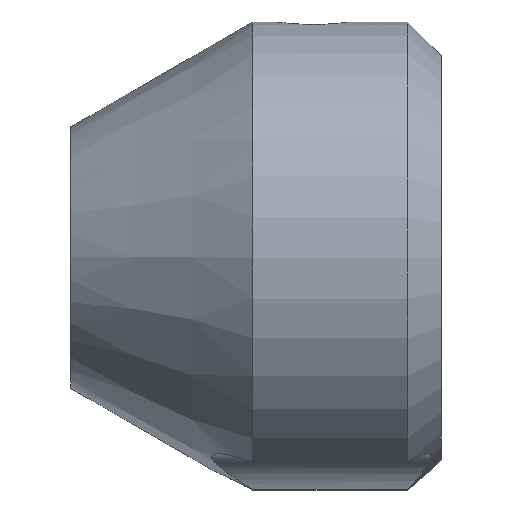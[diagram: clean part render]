
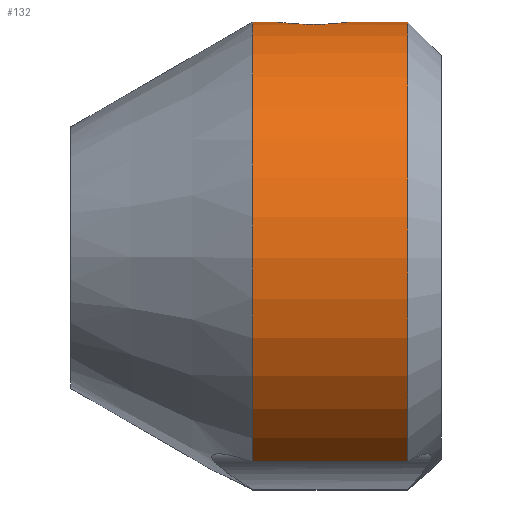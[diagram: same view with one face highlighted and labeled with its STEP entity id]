
A CAD part, top view. The second image highlights one B-rep face of the part: STEP entity #132.
In plain terms, the highlighted cylindrical face has radius 7 mm (diameter 14 mm), a partial arc.
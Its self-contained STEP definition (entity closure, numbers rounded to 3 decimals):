
#5 = CARTESIAN_POINT ( 'NONE',  ( -3.529, 6.927, 1.005 ) ) ;
#9 = CARTESIAN_POINT ( 'NONE',  ( -2.94, 6.972, -0.637 ) ) ;
#11 = CARTESIAN_POINT ( 'NONE',  ( -2.942, 6.971, 0.64 ) ) ;
#13 = CARTESIAN_POINT ( 'NONE',  ( -1., 0., 0. ) ) ;
#23 = AXIS2_PLACEMENT_3D ( 'NONE', #291, #121, #231 ) ;
#33 = EDGE_LOOP ( 'NONE', ( #653 ) ) ;
#51 = CARTESIAN_POINT ( 'NONE',  ( -1., -6.071, 3.484 ) ) ;
#65 = CARTESIAN_POINT ( 'NONE',  ( -3.25, 6.943, -0.913 ) ) ;
#67 = CARTESIAN_POINT ( 'NONE',  ( -4.339, 6.945, -0.876 ) ) ;
#71 = VECTOR ( 'NONE', #201, 1000. ) ;
#76 = AXIS2_PLACEMENT_3D ( 'NONE', #13, #468, #128 ) ;
#110 = CARTESIAN_POINT ( 'NONE',  ( 4.989, 0., 0. ) ) ;
#116 = CARTESIAN_POINT ( 'NONE',  ( -4.76, 6.982, 0.521 ) ) ;
#121 = DIRECTION ( 'NONE',  ( 1., 0., 0. ) ) ;
#123 = CARTESIAN_POINT ( 'NONE',  ( -4.884, 6.996, -0.277 ) ) ;
#128 = DIRECTION ( 'NONE',  ( 0., 0., -1. ) ) ;
#132 = ADVANCED_FACE ( 'NONE', ( #658, #403 ), #649, .T. ) ;
#159 = CARTESIAN_POINT ( 'NONE',  ( -5.6, -6.071, 3.484 ) ) ;
#169 = DIRECTION ( 'NONE',  ( 0., 0., -1. ) ) ;
#177 = CARTESIAN_POINT ( 'NONE',  ( -4.461, 6.954, 0.807 ) ) ;
#180 = CARTESIAN_POINT ( 'NONE',  ( -4.671, 6.972, 0.63 ) ) ;
#184 = CARTESIAN_POINT ( 'NONE',  ( -4.919, 7., 0. ) ) ;
#189 = CARTESIAN_POINT ( 'NONE',  ( -5.6, -6.071, -3.484 ) ) ;
#192 = DIRECTION ( 'NONE',  ( 1., 0., 0. ) ) ;
#198 = EDGE_CURVE ( 'NONE', #680, #571, #218, .T. ) ;
#201 = DIRECTION ( 'NONE',  ( -1., 0., 0. ) ) ;
#215 = CARTESIAN_POINT ( 'NONE',  ( -1., -6.071, -3.484 ) ) ;
#218 = LINE ( 'NONE', #532, #71 ) ;
#231 = DIRECTION ( 'NONE',  ( 0., 0., -1. ) ) ;
#232 = VERTEX_POINT ( 'NONE', #327 ) ;
#247 = ORIENTED_EDGE ( 'NONE', *, *, #473, .F. ) ;
#254 = ORIENTED_EDGE ( 'NONE', *, *, #373, .T. ) ;
#288 = CARTESIAN_POINT ( 'NONE',  ( -4.885, 6.996, 0.276 ) ) ;
#291 = CARTESIAN_POINT ( 'NONE',  ( -5.6, 0., 0. ) ) ;
#293 = CARTESIAN_POINT ( 'NONE',  ( -2.858, 6.981, 0.528 ) ) ;
#305 = EDGE_LOOP ( 'NONE', ( #355, #678, #247, #254 ) ) ;
#327 = CARTESIAN_POINT ( 'NONE',  ( -4.919, 7., 0. ) ) ;
#343 = CARTESIAN_POINT ( 'NONE',  ( -3.944, 6.929, 0.997 ) ) ;
#345 = CARTESIAN_POINT ( 'NONE',  ( -2.856, 6.981, -0.525 ) ) ;
#348 = CARTESIAN_POINT ( 'NONE',  ( -2.742, 6.996, -0.274 ) ) ;
#355 = ORIENTED_EDGE ( 'NONE', *, *, #198, .F. ) ;
#373 = EDGE_CURVE ( 'NONE', #515, #571, #453, .T. ) ;
#400 = CARTESIAN_POINT ( 'NONE',  ( -4.919, 7., 0.139 ) ) ;
#403 = FACE_BOUND ( 'NONE', #33, .T. ) ;
#406 = CARTESIAN_POINT ( 'NONE',  ( -3.53, 6.927, -1.005 ) ) ;
#408 = CARTESIAN_POINT ( 'NONE',  ( -2.713, 7., 0.139 ) ) ;
#409 = CARTESIAN_POINT ( 'NONE',  ( -4.461, 6.954, -0.807 ) ) ;
#410 = VECTOR ( 'NONE', #192, 1000. ) ;
#438 = EDGE_CURVE ( 'NONE', #232, #232, #663, .T. ) ;
#448 = EDGE_CURVE ( 'NONE', #590, #680, #626, .T. ) ;
#453 = CIRCLE ( 'NONE', #23, 7. ) ;
#459 = CARTESIAN_POINT ( 'NONE',  ( -3.943, 6.929, -0.997 ) ) ;
#463 = CARTESIAN_POINT ( 'NONE',  ( -4.67, 6.972, -0.631 ) ) ;
#466 = CARTESIAN_POINT ( 'NONE',  ( -5.5, -6.071, -3.484 ) ) ;
#468 = DIRECTION ( 'NONE',  ( 1., 0., 0. ) ) ;
#473 = EDGE_CURVE ( 'NONE', #515, #590, #539, .T. ) ;
#500 = DIRECTION ( 'NONE',  ( 1., 0., 0. ) ) ;
#513 = CARTESIAN_POINT ( 'NONE',  ( -4.339, 6.945, 0.876 ) ) ;
#514 = CARTESIAN_POINT ( 'NONE',  ( -4.919, 7., -0.139 ) ) ;
#515 = VERTEX_POINT ( 'NONE', #189 ) ;
#532 = CARTESIAN_POINT ( 'NONE',  ( -5.5, -6.071, 3.484 ) ) ;
#539 = LINE ( 'NONE', #466, #410 ) ;
#565 = CARTESIAN_POINT ( 'NONE',  ( -4.08, 6.932, 0.971 ) ) ;
#567 = CARTESIAN_POINT ( 'NONE',  ( -3.253, 6.942, 0.914 ) ) ;
#571 = VERTEX_POINT ( 'NONE', #159 ) ;
#590 = VERTEX_POINT ( 'NONE', #215 ) ;
#624 = CARTESIAN_POINT ( 'NONE',  ( -2.743, 6.996, 0.277 ) ) ;
#626 = CIRCLE ( 'NONE', #76, 7. ) ;
#628 = CARTESIAN_POINT ( 'NONE',  ( -4.76, 6.982, -0.522 ) ) ;
#649 = CYLINDRICAL_SURFACE ( 'NONE', #681, 7. ) ;
#653 = ORIENTED_EDGE ( 'NONE', *, *, #438, .F. ) ;
#658 = FACE_OUTER_BOUND ( 'NONE', #305, .T. ) ;
#663 = B_SPLINE_CURVE_WITH_KNOTS ( 'NONE', 3,
 ( #682, #400, #288, #116, #180, #177, #513, #565, #343, #5, #567, #11, #293, #624, #408, #677, #348, #345, #9, #65, #406, #459, #679, #67, #409, #463, #628, #123, #514, #184 ),
 .UNSPECIFIED., .T., .F.,
 ( 4, 2, 2, 2, 2, 2, 2, 2, 2, 2, 2, 2, 2, 2, 4 ),
 ( 0., 0., 0.001, 0.001, 0.002, 0.002, 0.003, 0.003, 0.004, 0.004, 0.005, 0.005, 0.006, 0.006, 0.007 ),
 .UNSPECIFIED. ) ;
#677 = CARTESIAN_POINT ( 'NONE',  ( -2.712, 7., -0.136 ) ) ;
#678 = ORIENTED_EDGE ( 'NONE', *, *, #448, .F. ) ;
#679 = CARTESIAN_POINT ( 'NONE',  ( -4.081, 6.932, -0.971 ) ) ;
#680 = VERTEX_POINT ( 'NONE', #51 ) ;
#681 = AXIS2_PLACEMENT_3D ( 'NONE', #110, #500, #169 ) ;
#682 = CARTESIAN_POINT ( 'NONE',  ( -4.919, 7., 0. ) ) ;
